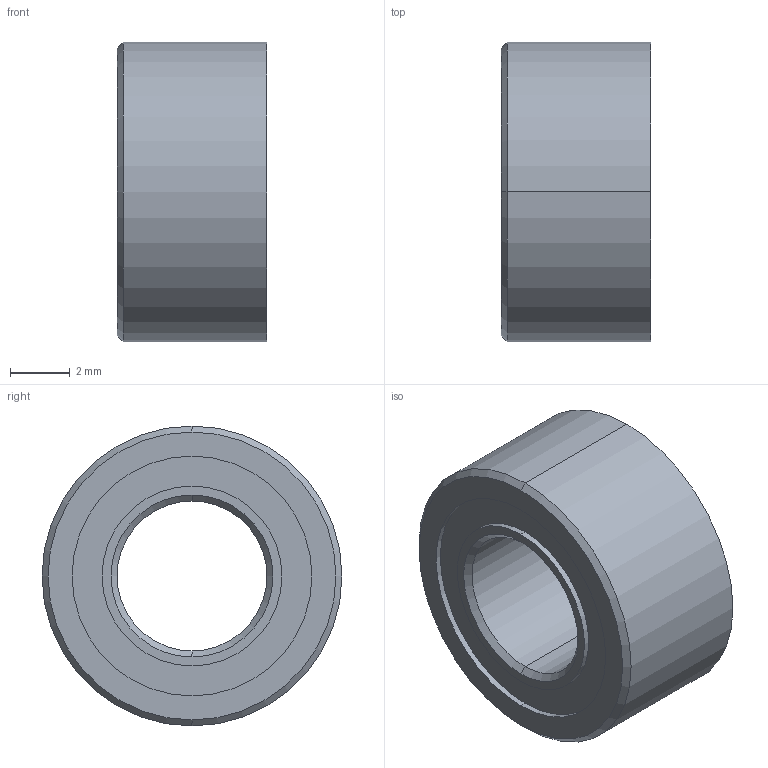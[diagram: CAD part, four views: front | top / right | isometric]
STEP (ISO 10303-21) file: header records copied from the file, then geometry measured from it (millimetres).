
FILE_DESCRIPTION (( 'STEP AP214' ), '1' );
FILE_NAME ('Mini Ball Bearing.step', '2015-01-21T14:39:19', ( 'Mark' ), ( '' ), 'SwSTEP 2.0', 'SolidWorks 2013', '' );
FILE_SCHEMA (( 'AUTOMOTIVE_DESIGN' ));
Length unit declared in the file: millimetre
Products named in the file (1): Mini Ball Bearing
Bounding box: 5 x 10 x 10 mm (x, y, z)
Volume: 284 mm3; surface area: 360.8 mm2
Topology: 1 solids, 1 shells, 24 faces, 48 edges, 30 vertices
Faces by surface type: cylinder 10, cone 8, plane 6
Entity records: 738 total; most frequent: DIRECTION 128, CARTESIAN_POINT 103, ORIENTED_EDGE 96, AXIS2_PLACEMENT_3D 55, EDGE_CURVE 48, EDGE_LOOP 30, CIRCLE 30, VERTEX_POINT 30
